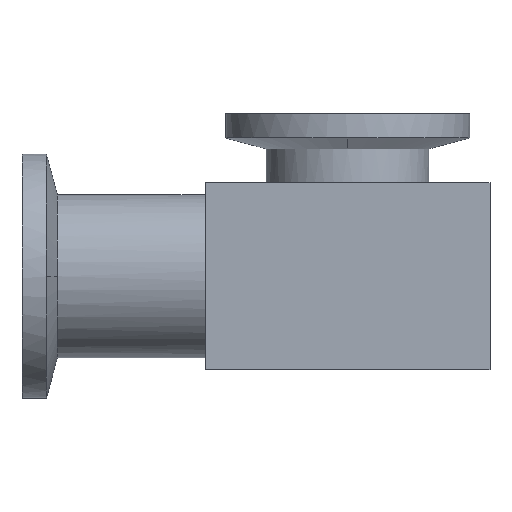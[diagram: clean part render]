
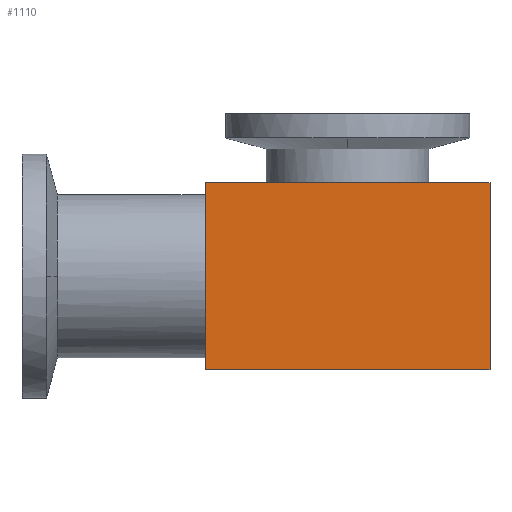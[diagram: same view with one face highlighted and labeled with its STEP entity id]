
A CAD part, front view. The second image highlights one B-rep face of the part: STEP entity #1110.
In plain terms, the highlighted planar face has unit normal (0, -1, 0).
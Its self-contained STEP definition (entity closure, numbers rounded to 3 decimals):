
#168 = PLANE ( 'NONE',  #1190 ) ;
#192 = DIRECTION ( 'NONE',  ( -1., 0., 0. ) ) ;
#408 = CARTESIAN_POINT ( 'NONE',  ( 17.5, -20., -11.5 ) ) ;
#471 = CARTESIAN_POINT ( 'NONE',  ( -17.5, -20., -11.5 ) ) ;
#552 = VERTEX_POINT ( 'NONE', #1920 ) ;
#669 = ORIENTED_EDGE ( 'NONE', *, *, #3154, .F. ) ;
#697 = CARTESIAN_POINT ( 'NONE',  ( 17.5, -20., 11.5 ) ) ;
#725 = DIRECTION ( 'NONE',  ( 0., 0., -1. ) ) ;
#762 = ORIENTED_EDGE ( 'NONE', *, *, #3206, .T. ) ;
#917 = VERTEX_POINT ( 'NONE', #2463 ) ;
#1110 = ADVANCED_FACE ( 'NONE', ( #2676 ), #168, .F. ) ;
#1136 = VECTOR ( 'NONE', #3103, 1000. ) ;
#1190 = AXIS2_PLACEMENT_3D ( 'NONE', #3326, #1723, #192 ) ;
#1222 = LINE ( 'NONE', #2838, #1136 ) ;
#1294 = VECTOR ( 'NONE', #3353, 1000. ) ;
#1337 = ORIENTED_EDGE ( 'NONE', *, *, #3199, .F. ) ;
#1367 = LINE ( 'NONE', #697, #1294 ) ;
#1434 = ORIENTED_EDGE ( 'NONE', *, *, #3213, .T. ) ;
#1445 = VERTEX_POINT ( 'NONE', #2539 ) ;
#1625 = EDGE_LOOP ( 'NONE', ( #669, #1337, #762, #1434 ) ) ;
#1723 = DIRECTION ( 'NONE',  ( 0., 1., 0. ) ) ;
#1761 = CARTESIAN_POINT ( 'NONE',  ( -17.5, -20., 11.5 ) ) ;
#1767 = VECTOR ( 'NONE', #2850, 1000. ) ;
#1842 = LINE ( 'NONE', #1761, #3189 ) ;
#1920 = CARTESIAN_POINT ( 'NONE',  ( -17.5, -20., 11.5 ) ) ;
#2463 = CARTESIAN_POINT ( 'NONE',  ( 17.5, -20., 11.5 ) ) ;
#2526 = VERTEX_POINT ( 'NONE', #408 ) ;
#2539 = CARTESIAN_POINT ( 'NONE',  ( -17.5, -20., -11.5 ) ) ;
#2572 = LINE ( 'NONE', #471, #1767 ) ;
#2676 = FACE_OUTER_BOUND ( 'NONE', #1625, .T. ) ;
#2838 = CARTESIAN_POINT ( 'NONE',  ( -17.5, -20., 11.5 ) ) ;
#2850 = DIRECTION ( 'NONE',  ( 1., 0., 0. ) ) ;
#3103 = DIRECTION ( 'NONE',  ( 1., 0., 0. ) ) ;
#3154 = EDGE_CURVE ( 'NONE', #917, #2526, #1367, .T. ) ;
#3189 = VECTOR ( 'NONE', #725, 1000. ) ;
#3199 = EDGE_CURVE ( 'NONE', #552, #917, #1222, .T. ) ;
#3206 = EDGE_CURVE ( 'NONE', #552, #1445, #1842, .T. ) ;
#3213 = EDGE_CURVE ( 'NONE', #1445, #2526, #2572, .T. ) ;
#3326 = CARTESIAN_POINT ( 'NONE',  ( -17.5, -20., 11.5 ) ) ;
#3353 = DIRECTION ( 'NONE',  ( 0., 0., -1. ) ) ;
